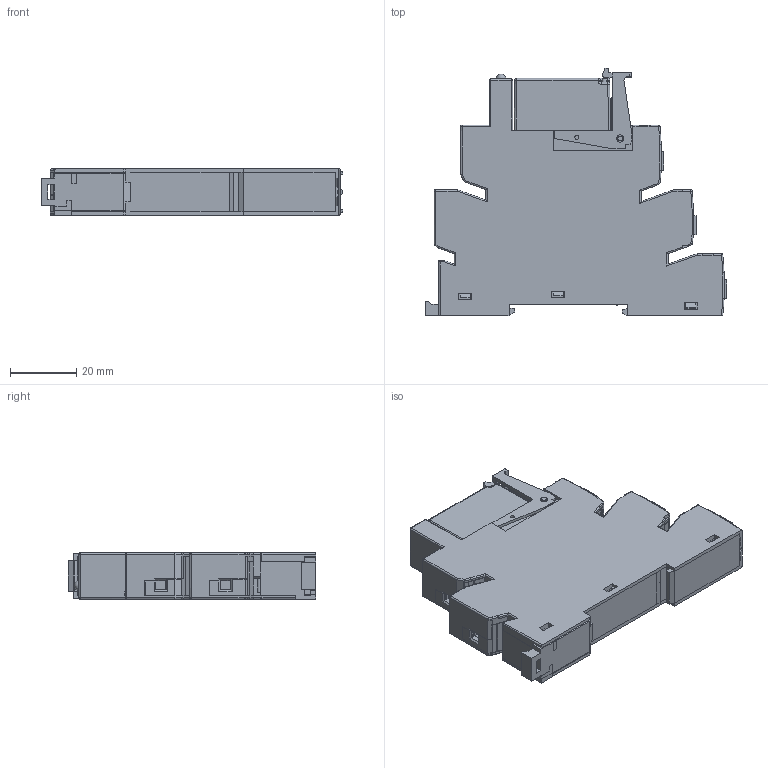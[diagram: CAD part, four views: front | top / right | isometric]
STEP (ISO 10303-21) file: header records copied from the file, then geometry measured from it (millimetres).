
FILE_DESCRIPTION(/* description */ ('Unknown'),/* implementation_level */ '2;1');
FILE_NAME(/* name */ '3801',/* time_stamp */ '2021-05-28T14:59:28+02:00',/* author */ ('Unknown'),/* organization */ ('Unknown'),/* preprocessor_version */ 'ST-DEVELOPER v16.7',/* originating_system */ 'DEX',/* authorisation */ $);
FILE_SCHEMA (('AUTOMOTIVE_DESIGN {1 0 10303 214 3 1 1}'));
Length unit declared in the file: millimetre
Products named in the file (3): 3801; 9302; 4161
Assembly tree (2 placements, depth 2):
  3801
    9302
    4161
Bounding box: 91.12 x 74.9 x 14 mm (x, y, z)
Surface area: 26792.3 mm2 (no closed solid volume)
Topology: 0 solids, 41 shells, 1154 faces, 4106 edges, 2904 vertices
Faces by surface type: plane 952, cylinder 165, sphere 24, bspline 10, cone 3
Full cylindrical faces by diameter (mm): 0.6 x1
Entity records: 50511 total; most frequent: CARTESIAN_POINT 9393, ORIENTED_EDGE 6666, DIRECTION 6425, EDGE_CURVE 4087, LINE 3657, VECTOR 3657, VERTEX_POINT 2903, AXIS2_PLACEMENT_3D 1384
